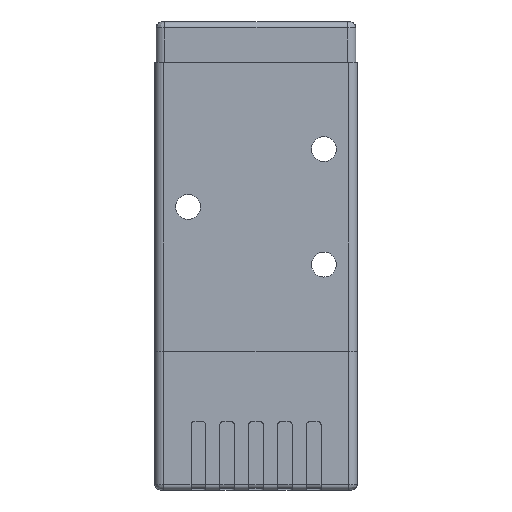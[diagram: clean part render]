
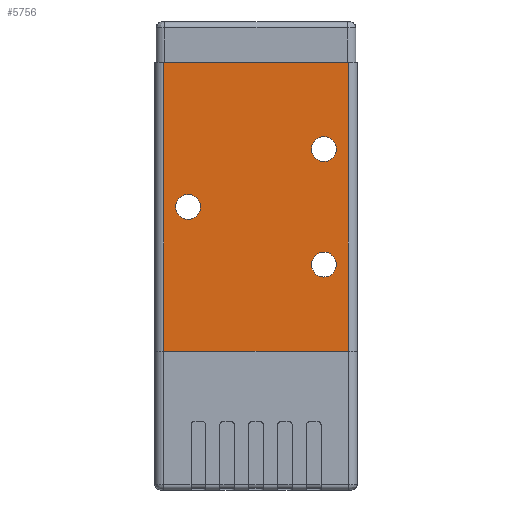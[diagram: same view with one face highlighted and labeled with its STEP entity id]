
A CAD part, front view. The second image highlights one B-rep face of the part: STEP entity #5756.
In plain terms, the highlighted planar face has unit normal (0, -1, 0).
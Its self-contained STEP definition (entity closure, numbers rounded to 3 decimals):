
#148 = CIRCLE ( 'NONE', #1203, 2.15 ) ;
#255 = CARTESIAN_POINT ( 'NONE',  ( -16., 42.813, -50. ) ) ;
#370 = VERTEX_POINT ( 'NONE', #12841 ) ;
#685 = EDGE_CURVE ( 'NONE', #17657, #370, #10077, .T. ) ;
#922 = DIRECTION ( 'NONE',  ( -1., 0., 0. ) ) ;
#964 = VERTEX_POINT ( 'NONE', #5540 ) ;
#1203 = AXIS2_PLACEMENT_3D ( 'NONE', #6083, #16270, #7543 ) ;
#1276 = CARTESIAN_POINT ( 'NONE',  ( 17.5, 42.813, -50. ) ) ;
#1356 = DIRECTION ( 'NONE',  ( 0., 0., -1. ) ) ;
#1386 = DIRECTION ( 'NONE',  ( 0., -1., 0. ) ) ;
#1939 = ORIENTED_EDGE ( 'NONE', *, *, #6062, .T. ) ;
#2252 = FACE_BOUND ( 'NONE', #15792, .T. ) ;
#2259 = VECTOR ( 'NONE', #5014, 1000. ) ;
#2365 = CARTESIAN_POINT ( 'NONE',  ( -11.75, 42.813, -25. ) ) ;
#2512 = CARTESIAN_POINT ( 'NONE',  ( 11.75, 42.813, -35. ) ) ;
#2801 = DIRECTION ( 'NONE',  ( 0., 1., 0. ) ) ;
#3034 = CARTESIAN_POINT ( 'NONE',  ( 16., 42.813, 0. ) ) ;
#3331 = AXIS2_PLACEMENT_3D ( 'NONE', #15510, #6794, #16979 ) ;
#3355 = VECTOR ( 'NONE', #12337, 1000. ) ;
#3508 = CARTESIAN_POINT ( 'NONE',  ( -16., 42.813, -50. ) ) ;
#3831 = DIRECTION ( 'NONE',  ( 0., 0., -1. ) ) ;
#4461 = AXIS2_PLACEMENT_3D ( 'NONE', #2365, #12567, #3831 ) ;
#4700 = VERTEX_POINT ( 'NONE', #17514 ) ;
#4934 = EDGE_LOOP ( 'NONE', ( #15170, #6782 ) ) ;
#5014 = DIRECTION ( 'NONE',  ( 0., 0., 1. ) ) ;
#5205 = DIRECTION ( 'NONE',  ( 0., 0., -1. ) ) ;
#5229 = VERTEX_POINT ( 'NONE', #16093 ) ;
#5291 = ORIENTED_EDGE ( 'NONE', *, *, #6207, .T. ) ;
#5353 = CARTESIAN_POINT ( 'NONE',  ( 0., 42.813, 0. ) ) ;
#5540 = CARTESIAN_POINT ( 'NONE',  ( 11.75, 42.813, -12.85 ) ) ;
#5756 = ADVANCED_FACE ( 'NONE', ( #7070, #6600, #17793, #2252 ), #18771, .T. ) ;
#5978 = CARTESIAN_POINT ( 'NONE',  ( 11.75, 42.813, -37.15 ) ) ;
#6040 = ORIENTED_EDGE ( 'NONE', *, *, #16300, .T. ) ;
#6062 = EDGE_CURVE ( 'NONE', #16379, #964, #16613, .T. ) ;
#6083 = CARTESIAN_POINT ( 'NONE',  ( 11.75, 42.813, -35. ) ) ;
#6168 = LINE ( 'NONE', #3508, #2259 ) ;
#6207 = EDGE_CURVE ( 'NONE', #964, #16379, #10447, .T. ) ;
#6231 = ORIENTED_EDGE ( 'NONE', *, *, #10991, .T. ) ;
#6600 = FACE_BOUND ( 'NONE', #14537, .T. ) ;
#6756 = CIRCLE ( 'NONE', #8668, 2.15 ) ;
#6782 = ORIENTED_EDGE ( 'NONE', *, *, #14937, .T. ) ;
#6794 = DIRECTION ( 'NONE',  ( 0., 1., 0. ) ) ;
#7070 = FACE_OUTER_BOUND ( 'NONE', #17974, .T. ) ;
#7543 = DIRECTION ( 'NONE',  ( 0., 0., -1. ) ) ;
#8180 = LINE ( 'NONE', #16391, #15477 ) ;
#8668 = AXIS2_PLACEMENT_3D ( 'NONE', #11531, #2801, #13026 ) ;
#8765 = VERTEX_POINT ( 'NONE', #255 ) ;
#10077 = CIRCLE ( 'NONE', #12636, 2.15 ) ;
#10090 = DIRECTION ( 'NONE',  ( 0., 1., 0. ) ) ;
#10421 = EDGE_CURVE ( 'NONE', #17971, #8765, #8180, .T. ) ;
#10447 = CIRCLE ( 'NONE', #18025, 2.15 ) ;
#10708 = DIRECTION ( 'NONE',  ( 0., 1., 0. ) ) ;
#10811 = VERTEX_POINT ( 'NONE', #3034 ) ;
#10846 = CARTESIAN_POINT ( 'NONE',  ( 16., 42.813, -50. ) ) ;
#10894 = AXIS2_PLACEMENT_3D ( 'NONE', #1276, #1386, #11579 ) ;
#10991 = EDGE_CURVE ( 'NONE', #17971, #10811, #18911, .T. ) ;
#11265 = ORIENTED_EDGE ( 'NONE', *, *, #10421, .F. ) ;
#11330 = VECTOR ( 'NONE', #922, 1000. ) ;
#11531 = CARTESIAN_POINT ( 'NONE',  ( -11.75, 42.813, -25. ) ) ;
#11579 = DIRECTION ( 'NONE',  ( 1., 0., 0. ) ) ;
#11701 = CIRCLE ( 'NONE', #4461, 2.15 ) ;
#11773 = ORIENTED_EDGE ( 'NONE', *, *, #18927, .T. ) ;
#11908 = EDGE_CURVE ( 'NONE', #8765, #4700, #6168, .T. ) ;
#12337 = DIRECTION ( 'NONE',  ( 0., 0., 1. ) ) ;
#12567 = DIRECTION ( 'NONE',  ( 0., 1., 0. ) ) ;
#12636 = AXIS2_PLACEMENT_3D ( 'NONE', #2512, #10708, #5205 ) ;
#12841 = CARTESIAN_POINT ( 'NONE',  ( 11.75, 42.813, -32.85 ) ) ;
#13026 = DIRECTION ( 'NONE',  ( 0., 0., -1. ) ) ;
#14537 = EDGE_LOOP ( 'NONE', ( #1939, #5291 ) ) ;
#14937 = EDGE_CURVE ( 'NONE', #370, #17657, #148, .T. ) ;
#15170 = ORIENTED_EDGE ( 'NONE', *, *, #685, .T. ) ;
#15226 = EDGE_CURVE ( 'NONE', #18379, #5229, #6756, .T. ) ;
#15231 = ORIENTED_EDGE ( 'NONE', *, *, #11908, .F. ) ;
#15477 = VECTOR ( 'NONE', #17867, 1000. ) ;
#15510 = CARTESIAN_POINT ( 'NONE',  ( 11.75, 42.813, -15. ) ) ;
#15664 = LINE ( 'NONE', #5353, #11330 ) ;
#15792 = EDGE_LOOP ( 'NONE', ( #17900, #11773 ) ) ;
#15808 = CARTESIAN_POINT ( 'NONE',  ( -11.75, 42.813, -27.15 ) ) ;
#15841 = CARTESIAN_POINT ( 'NONE',  ( 11.75, 42.813, -17.15 ) ) ;
#16093 = CARTESIAN_POINT ( 'NONE',  ( -11.75, 42.813, -22.85 ) ) ;
#16270 = DIRECTION ( 'NONE',  ( 0., 1., 0. ) ) ;
#16300 = EDGE_CURVE ( 'NONE', #10811, #4700, #15664, .T. ) ;
#16379 = VERTEX_POINT ( 'NONE', #15841 ) ;
#16391 = CARTESIAN_POINT ( 'NONE',  ( 0., 42.813, -50. ) ) ;
#16613 = CIRCLE ( 'NONE', #3331, 2.15 ) ;
#16979 = DIRECTION ( 'NONE',  ( 0., 0., -1. ) ) ;
#17317 = CARTESIAN_POINT ( 'NONE',  ( 16., 42.813, -50. ) ) ;
#17514 = CARTESIAN_POINT ( 'NONE',  ( -16., 42.813, 0. ) ) ;
#17657 = VERTEX_POINT ( 'NONE', #5978 ) ;
#17793 = FACE_BOUND ( 'NONE', #4934, .T. ) ;
#17867 = DIRECTION ( 'NONE',  ( -1., 0., 0. ) ) ;
#17900 = ORIENTED_EDGE ( 'NONE', *, *, #15226, .T. ) ;
#17971 = VERTEX_POINT ( 'NONE', #17317 ) ;
#17974 = EDGE_LOOP ( 'NONE', ( #6040, #15231, #11265, #6231 ) ) ;
#18025 = AXIS2_PLACEMENT_3D ( 'NONE', #18839, #10090, #1356 ) ;
#18379 = VERTEX_POINT ( 'NONE', #15808 ) ;
#18771 = PLANE ( 'NONE',  #10894 ) ;
#18839 = CARTESIAN_POINT ( 'NONE',  ( 11.75, 42.813, -15. ) ) ;
#18911 = LINE ( 'NONE', #10846, #3355 ) ;
#18927 = EDGE_CURVE ( 'NONE', #5229, #18379, #11701, .T. ) ;
